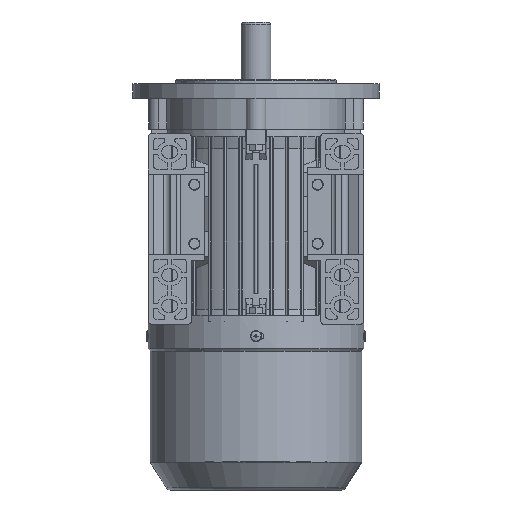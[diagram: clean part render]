
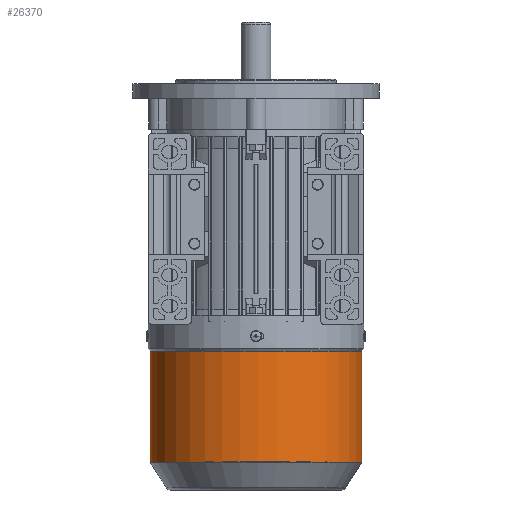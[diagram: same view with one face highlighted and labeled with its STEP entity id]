
A CAD part, front view. The second image highlights one B-rep face of the part: STEP entity #26370.
In plain terms, the highlighted cylindrical face has radius 86 mm (diameter 172 mm), a partial arc.
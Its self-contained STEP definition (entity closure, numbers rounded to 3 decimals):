
#24196 = DIRECTION ( 'NONE',  ( 1., 0., 0. ) ) ;
#24199 = VECTOR ( 'NONE', #24196, 1000. ) ;
#24202 = CARTESIAN_POINT ( 'NONE',  ( 0., 0., -86. ) ) ;
#24204 = LINE ( 'NONE', #24202, #24199 ) ;
#24209 = CARTESIAN_POINT ( 'NONE',  ( -19.712, 0., -86. ) ) ;
#24212 = DIRECTION ( 'NONE',  ( 0., 0., -1. ) ) ;
#24214 = DIRECTION ( 'NONE',  ( 1., 0., 0. ) ) ;
#24218 = CARTESIAN_POINT ( 'NONE',  ( -19.712, 0., 0. ) ) ;
#24219 = AXIS2_PLACEMENT_3D ( 'NONE', #24218, #24214, #24212 ) ;
#24234 = CIRCLE ( 'NONE', #24219, 86. ) ;
#24247 = CARTESIAN_POINT ( 'NONE',  ( -19.712, 0., 86. ) ) ;
#24250 = DIRECTION ( 'NONE',  ( 1., 0., 0. ) ) ;
#24251 = VECTOR ( 'NONE', #24250, 1000. ) ;
#24253 = CARTESIAN_POINT ( 'NONE',  ( 0., 0., 86. ) ) ;
#24272 = LINE ( 'NONE', #24253, #24251 ) ;
#24537 = CARTESIAN_POINT ( 'NONE',  ( -109.667, 0., 86. ) ) ;
#24541 = CARTESIAN_POINT ( 'NONE',  ( -109.667, 0., -86. ) ) ;
#24542 = DIRECTION ( 'NONE',  ( 0., 0., -1. ) ) ;
#24543 = DIRECTION ( 'NONE',  ( 1., 0., 0. ) ) ;
#24545 = CARTESIAN_POINT ( 'NONE',  ( -109.667, 0., 0. ) ) ;
#24546 = AXIS2_PLACEMENT_3D ( 'NONE', #24545, #24543, #24542 ) ;
#24567 = CIRCLE ( 'NONE', #24546, 86. ) ;
#24626 = DIRECTION ( 'NONE',  ( 0., 0., -1. ) ) ;
#24628 = DIRECTION ( 'NONE',  ( 1., 0., 0. ) ) ;
#24631 = CARTESIAN_POINT ( 'NONE',  ( 0., 0., 0. ) ) ;
#24632 = AXIS2_PLACEMENT_3D ( 'NONE', #24631, #24628, #24626 ) ;
#24641 = CYLINDRICAL_SURFACE ( 'NONE', #24632, 86. ) ;
#24643 = FACE_OUTER_BOUND ( 'NONE', #26371, .T. ) ;
#26172 = ORIENTED_EDGE ( 'NONE', *, *, #26333, .T. ) ;
#26179 = ORIENTED_EDGE ( 'NONE', *, *, #26181, .T. ) ;
#26181 = EDGE_CURVE ( 'NONE', #26335, #26186, #24272, .T. ) ;
#26186 = VERTEX_POINT ( 'NONE', #24247 ) ;
#26200 = ORIENTED_EDGE ( 'NONE', *, *, #26203, .F. ) ;
#26203 = EDGE_CURVE ( 'NONE', #26207, #26186, #24234, .T. ) ;
#26207 = VERTEX_POINT ( 'NONE', #24209 ) ;
#26210 = ORIENTED_EDGE ( 'NONE', *, *, #26212, .F. ) ;
#26212 = EDGE_CURVE ( 'NONE', #26334, #26207, #24204, .T. ) ;
#26333 = EDGE_CURVE ( 'NONE', #26334, #26335, #24567, .T. ) ;
#26334 = VERTEX_POINT ( 'NONE', #24541 ) ;
#26335 = VERTEX_POINT ( 'NONE', #24537 ) ;
#26370 = ADVANCED_FACE ( 'NONE', ( #24643 ), #24641, .T. ) ;
#26371 = EDGE_LOOP ( 'NONE', ( #26172, #26179, #26200, #26210 ) ) ;
